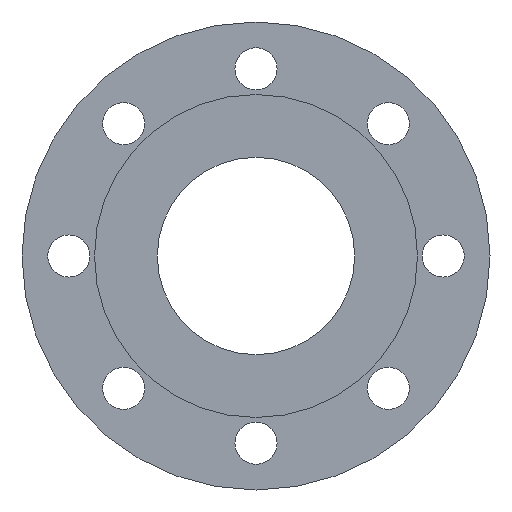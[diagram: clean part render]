
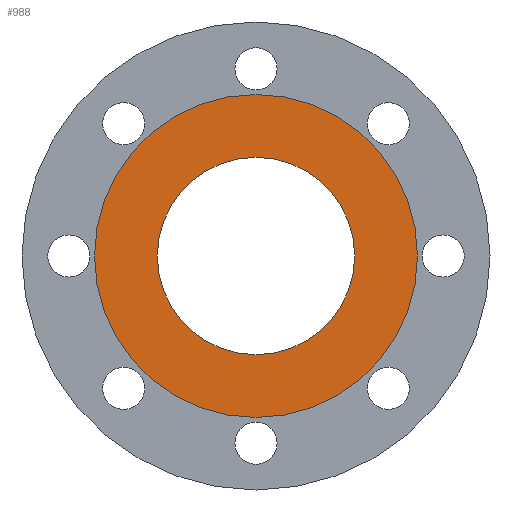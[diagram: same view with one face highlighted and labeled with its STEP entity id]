
A CAD part, front view. The second image highlights one B-rep face of the part: STEP entity #988.
In plain terms, the highlighted planar face has unit normal (0, -1, 0).
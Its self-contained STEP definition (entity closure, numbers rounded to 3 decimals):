
#13 = CARTESIAN_POINT ( 'NONE',  ( 0., 0., 42.15 ) ) ;
#17 = DIRECTION ( 'NONE',  ( 0., 1., 0. ) ) ;
#41 = DIRECTION ( 'NONE',  ( 0., 0., 1. ) ) ;
#93 = CARTESIAN_POINT ( 'NONE',  ( 0., 0., 0. ) ) ;
#96 = CARTESIAN_POINT ( 'NONE',  ( 0., 0., 0. ) ) ;
#101 = CARTESIAN_POINT ( 'NONE',  ( 0., 0., 69. ) ) ;
#105 = FACE_OUTER_BOUND ( 'NONE', #587, .T. ) ;
#114 = DIRECTION ( 'NONE',  ( 0., 0., 1. ) ) ;
#137 = VERTEX_POINT ( 'NONE', #219 ) ;
#219 = CARTESIAN_POINT ( 'NONE',  ( 0., 0., -42.15 ) ) ;
#286 = AXIS2_PLACEMENT_3D ( 'NONE', #819, #17, #380 ) ;
#298 = DIRECTION ( 'NONE',  ( 0., 1., 0. ) ) ;
#318 = CIRCLE ( 'NONE', #286, 69. ) ;
#359 = DIRECTION ( 'NONE',  ( 0., 0., -1. ) ) ;
#380 = DIRECTION ( 'NONE',  ( 0., 0., 1. ) ) ;
#394 = AXIS2_PLACEMENT_3D ( 'NONE', #93, #997, #910 ) ;
#435 = VERTEX_POINT ( 'NONE', #101 ) ;
#452 = EDGE_CURVE ( 'NONE', #137, #478, #931, .T. ) ;
#459 = FACE_BOUND ( 'NONE', #574, .T. ) ;
#478 = VERTEX_POINT ( 'NONE', #883 ) ;
#574 = EDGE_LOOP ( 'NONE', ( #991, #792 ) ) ;
#587 = EDGE_LOOP ( 'NONE', ( #1116, #778 ) ) ;
#638 = PLANE ( 'NONE',  #1101 ) ;
#740 = CARTESIAN_POINT ( 'NONE',  ( 0., 0., -69. ) ) ;
#752 = DIRECTION ( 'NONE',  ( 0., 1., 0. ) ) ;
#777 = EDGE_CURVE ( 'NONE', #435, #1139, #318, .T. ) ;
#778 = ORIENTED_EDGE ( 'NONE', *, *, #1106, .F. ) ;
#792 = ORIENTED_EDGE ( 'NONE', *, *, #452, .T. ) ;
#819 = CARTESIAN_POINT ( 'NONE',  ( 0., 0., 0. ) ) ;
#883 = CARTESIAN_POINT ( 'NONE',  ( 0., 0., 42.15 ) ) ;
#898 = DIRECTION ( 'NONE',  ( 0., -1., 0. ) ) ;
#905 = CIRCLE ( 'NONE', #394, 42.15 ) ;
#910 = DIRECTION ( 'NONE',  ( 0., 0., 1. ) ) ;
#929 = CIRCLE ( 'NONE', #966, 69. ) ;
#931 = CIRCLE ( 'NONE', #1017, 42.15 ) ;
#966 = AXIS2_PLACEMENT_3D ( 'NONE', #1008, #752, #114 ) ;
#988 = ADVANCED_FACE ( 'NONE', ( #459, #105 ), #638, .T. ) ;
#991 = ORIENTED_EDGE ( 'NONE', *, *, #1032, .T. ) ;
#997 = DIRECTION ( 'NONE',  ( 0., 1., 0. ) ) ;
#1008 = CARTESIAN_POINT ( 'NONE',  ( 0., 0., 0. ) ) ;
#1017 = AXIS2_PLACEMENT_3D ( 'NONE', #96, #298, #41 ) ;
#1032 = EDGE_CURVE ( 'NONE', #478, #137, #905, .T. ) ;
#1101 = AXIS2_PLACEMENT_3D ( 'NONE', #13, #898, #359 ) ;
#1106 = EDGE_CURVE ( 'NONE', #1139, #435, #929, .T. ) ;
#1116 = ORIENTED_EDGE ( 'NONE', *, *, #777, .F. ) ;
#1139 = VERTEX_POINT ( 'NONE', #740 ) ;
